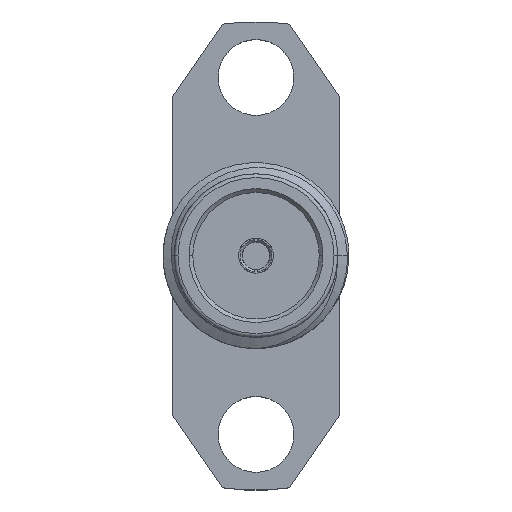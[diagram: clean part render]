
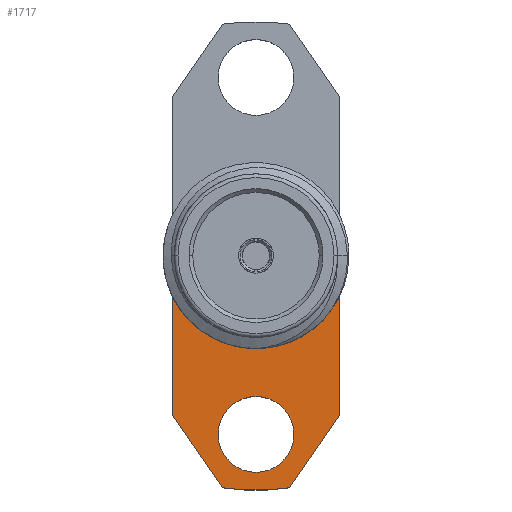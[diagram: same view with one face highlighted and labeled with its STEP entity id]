
A CAD part, top view. The second image highlights one B-rep face of the part: STEP entity #1717.
In plain terms, the highlighted planar face has unit normal (0, 0, 1).
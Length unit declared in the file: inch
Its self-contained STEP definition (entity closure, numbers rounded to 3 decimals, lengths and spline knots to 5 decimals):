
#1 = DIRECTION ( 'NONE',  ( 0., -1., 0. ) ) ;
#44 = CARTESIAN_POINT ( 'NONE',  ( 0., 0., 0. ) ) ;
#81 = LINE ( 'NONE', #3157, #2204 ) ;
#94 = EDGE_CURVE ( 'NONE', #3938, #789, #81, .T. ) ;
#165 = CARTESIAN_POINT ( 'NONE',  ( 0., -0.24, 0. ) ) ;
#206 = AXIS2_PLACEMENT_3D ( 'NONE', #2225, #3644, #1601 ) ;
#254 = DIRECTION ( 'NONE',  ( 0., 1., 0. ) ) ;
#290 = EDGE_CURVE ( 'NONE', #3459, #4351, #3050, .T. ) ;
#309 = CARTESIAN_POINT ( 'NONE',  ( -0.1122, -0.31496, 0. ) ) ;
#381 = EDGE_CURVE ( 'NONE', #789, #3459, #4060, .T. ) ;
#430 = CARTESIAN_POINT ( 'NONE',  ( -0.04509, -0.31172, 0. ) ) ;
#538 = VERTEX_POINT ( 'NONE', #3439 ) ;
#587 = DIRECTION ( 'NONE',  ( 1., 0., 0. ) ) ;
#608 = DIRECTION ( 'NONE',  ( 0., 0., -1. ) ) ;
#612 = VERTEX_POINT ( 'NONE', #430 ) ;
#668 = DIRECTION ( 'NONE',  ( -1., 0., 0. ) ) ;
#678 = CARTESIAN_POINT ( 'NONE',  ( -0.1122, -0.2143, 0. ) ) ;
#744 = ORIENTED_EDGE ( 'NONE', *, *, #2865, .F. ) ;
#782 = CIRCLE ( 'NONE', #1358, 0.051 ) ;
#789 = VERTEX_POINT ( 'NONE', #4258 ) ;
#859 = CARTESIAN_POINT ( 'NONE',  ( 0.04509, -0.31172, 0. ) ) ;
#932 = EDGE_CURVE ( 'NONE', #3938, #612, #3610, .T. ) ;
#982 = CARTESIAN_POINT ( 'NONE',  ( 0., -0.24, 0. ) ) ;
#1102 = PLANE ( 'NONE',  #2625 ) ;
#1135 = VECTOR ( 'NONE', #3051, 39.37008 ) ;
#1270 = ORIENTED_EDGE ( 'NONE', *, *, #94, .T. ) ;
#1321 = LINE ( 'NONE', #309, #1135 ) ;
#1358 = AXIS2_PLACEMENT_3D ( 'NONE', #165, #3887, #2909 ) ;
#1389 = EDGE_CURVE ( 'NONE', #2074, #612, #2379, .T. ) ;
#1601 = DIRECTION ( 'NONE',  ( -1., 0., 0. ) ) ;
#1681 = ORIENTED_EDGE ( 'NONE', *, *, #381, .T. ) ;
#1717 = ADVANCED_FACE ( 'NONE', ( #4150, #3057 ), #1102, .F. ) ;
#1743 = CARTESIAN_POINT ( 'NONE',  ( -0.1122, -0.2143, 0. ) ) ;
#1780 = VECTOR ( 'NONE', #254, 39.37008 ) ;
#1790 = CIRCLE ( 'NONE', #2702, 0.051 ) ;
#1957 = CARTESIAN_POINT ( 'NONE',  ( 0.1122, -0.31496, 0. ) ) ;
#1982 = AXIS2_PLACEMENT_3D ( 'NONE', #3655, #608, #668 ) ;
#2074 = VERTEX_POINT ( 'NONE', #1743 ) ;
#2081 = CARTESIAN_POINT ( 'NONE',  ( 0.1122, -0.02469, 0. ) ) ;
#2157 = DIRECTION ( 'NONE',  ( 0.567, 0.823, 0. ) ) ;
#2204 = VECTOR ( 'NONE', #2157, 39.37008 ) ;
#2225 = CARTESIAN_POINT ( 'NONE',  ( 0., 0., 0. ) ) ;
#2235 = ORIENTED_EDGE ( 'NONE', *, *, #3494, .T. ) ;
#2266 = VERTEX_POINT ( 'NONE', #4180 ) ;
#2379 = LINE ( 'NONE', #678, #3971 ) ;
#2405 = ORIENTED_EDGE ( 'NONE', *, *, #932, .F. ) ;
#2463 = DIRECTION ( 'NONE',  ( 0., 0., -1. ) ) ;
#2601 = CARTESIAN_POINT ( 'NONE',  ( -0.1122, -0.02469, 0. ) ) ;
#2625 = AXIS2_PLACEMENT_3D ( 'NONE', #44, #2463, #1 ) ;
#2702 = AXIS2_PLACEMENT_3D ( 'NONE', #982, #4307, #587 ) ;
#2865 = EDGE_CURVE ( 'NONE', #2266, #538, #1790, .T. ) ;
#2909 = DIRECTION ( 'NONE',  ( 1., 0., 0. ) ) ;
#3050 = CIRCLE ( 'NONE', #206, 0.11489 ) ;
#3051 = DIRECTION ( 'NONE',  ( 0., -1., 0. ) ) ;
#3057 = FACE_OUTER_BOUND ( 'NONE', #4336, .T. ) ;
#3069 = EDGE_LOOP ( 'NONE', ( #4039, #744 ) ) ;
#3157 = CARTESIAN_POINT ( 'NONE',  ( 0.1122, -0.2143, 0. ) ) ;
#3388 = EDGE_CURVE ( 'NONE', #538, #2266, #782, .T. ) ;
#3439 = CARTESIAN_POINT ( 'NONE',  ( 0.051, -0.24, 0. ) ) ;
#3459 = VERTEX_POINT ( 'NONE', #2081 ) ;
#3494 = EDGE_CURVE ( 'NONE', #4351, #2074, #1321, .T. ) ;
#3610 = CIRCLE ( 'NONE', #1982, 0.31496 ) ;
#3644 = DIRECTION ( 'NONE',  ( 0., 0., -1. ) ) ;
#3655 = CARTESIAN_POINT ( 'NONE',  ( 0., 0., 0. ) ) ;
#3887 = DIRECTION ( 'NONE',  ( 0., 0., 1. ) ) ;
#3938 = VERTEX_POINT ( 'NONE', #859 ) ;
#3971 = VECTOR ( 'NONE', #4135, 39.37008 ) ;
#4039 = ORIENTED_EDGE ( 'NONE', *, *, #3388, .F. ) ;
#4060 = LINE ( 'NONE', #1957, #1780 ) ;
#4109 = ORIENTED_EDGE ( 'NONE', *, *, #1389, .T. ) ;
#4116 = ORIENTED_EDGE ( 'NONE', *, *, #290, .T. ) ;
#4135 = DIRECTION ( 'NONE',  ( 0.567, -0.823, 0. ) ) ;
#4150 = FACE_BOUND ( 'NONE', #3069, .T. ) ;
#4180 = CARTESIAN_POINT ( 'NONE',  ( -0.051, -0.24, 0. ) ) ;
#4258 = CARTESIAN_POINT ( 'NONE',  ( 0.1122, -0.2143, 0. ) ) ;
#4307 = DIRECTION ( 'NONE',  ( 0., 0., 1. ) ) ;
#4336 = EDGE_LOOP ( 'NONE', ( #1681, #4116, #2235, #4109, #2405, #1270 ) ) ;
#4351 = VERTEX_POINT ( 'NONE', #2601 ) ;
